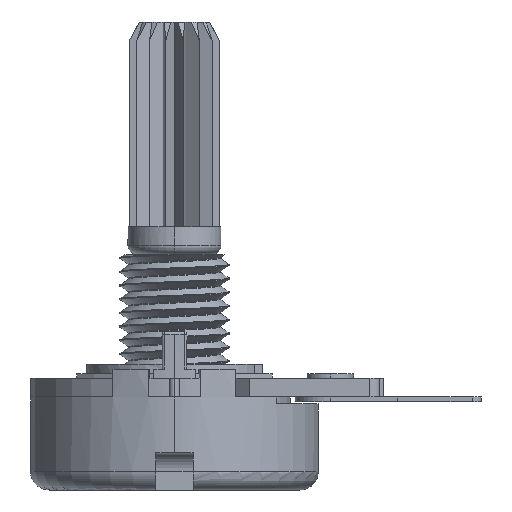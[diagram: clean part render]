
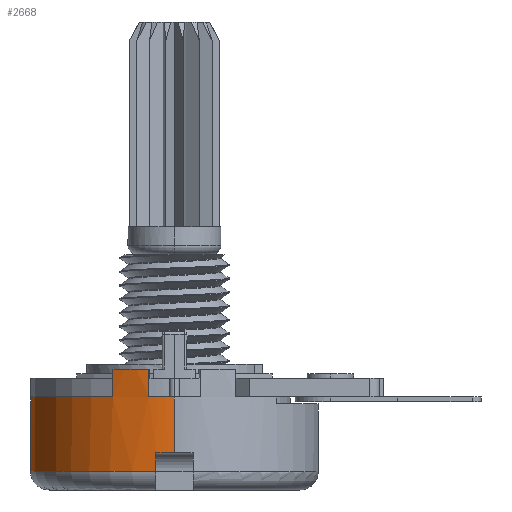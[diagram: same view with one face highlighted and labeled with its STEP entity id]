
A CAD part, left-side view. The second image highlights one B-rep face of the part: STEP entity #2668.
In plain terms, the highlighted cylindrical face has radius 7.874 mm (diameter 15.748 mm), a partial arc.
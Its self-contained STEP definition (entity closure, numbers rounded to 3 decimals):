
#2654 = VERTEX_POINT ( 'NONE', #6673 ) ;
#2655 = ORIENTED_EDGE ( 'NONE', *, *, #2656, .F. ) ;
#2656 = EDGE_CURVE ( 'NONE', #2657, #2654, #6672, .T. ) ;
#2657 = VERTEX_POINT ( 'NONE', #6667 ) ;
#2668 = ADVANCED_FACE ( 'NONE', ( #6707 ), #6705, .T. ) ;
#2669 = EDGE_LOOP ( 'NONE', ( #2670, #2732, #2735, #2738, #2655, #2714, #2717, #2720, #2723, #2726, #2701, #2703, #2706, #2709 ) ) ;
#2670 = ORIENTED_EDGE ( 'NONE', *, *, #2730, .F. ) ;
#2671 = VERTEX_POINT ( 'NONE', #6706 ) ;
#2701 = ORIENTED_EDGE ( 'NONE', *, *, #2702, .T. ) ;
#2702 = EDGE_CURVE ( 'NONE', #2728, #2729, #6778, .T. ) ;
#2703 = ORIENTED_EDGE ( 'NONE', *, *, #2704, .F. ) ;
#2704 = EDGE_CURVE ( 'NONE', #2705, #2729, #6773, .T. ) ;
#2705 = VERTEX_POINT ( 'NONE', #6769 ) ;
#2706 = ORIENTED_EDGE ( 'NONE', *, *, #2707, .T. ) ;
#2707 = EDGE_CURVE ( 'NONE', #2705, #2708, #6768, .T. ) ;
#2708 = VERTEX_POINT ( 'NONE', #6763 ) ;
#2709 = ORIENTED_EDGE ( 'NONE', *, *, #2710, .T. ) ;
#2710 = EDGE_CURVE ( 'NONE', #2708, #2731, #6762, .T. ) ;
#2714 = ORIENTED_EDGE ( 'NONE', *, *, #2715, .T. ) ;
#2715 = EDGE_CURVE ( 'NONE', #2657, #2716, #6813, .T. ) ;
#2716 = VERTEX_POINT ( 'NONE', #6809 ) ;
#2717 = ORIENTED_EDGE ( 'NONE', *, *, #2718, .T. ) ;
#2718 = EDGE_CURVE ( 'NONE', #2716, #2719, #6808, .T. ) ;
#2719 = VERTEX_POINT ( 'NONE', #6803 ) ;
#2720 = ORIENTED_EDGE ( 'NONE', *, *, #2721, .F. ) ;
#2721 = EDGE_CURVE ( 'NONE', #2722, #2719, #6802, .T. ) ;
#2722 = VERTEX_POINT ( 'NONE', #6798 ) ;
#2723 = ORIENTED_EDGE ( 'NONE', *, *, #2724, .F. ) ;
#2724 = EDGE_CURVE ( 'NONE', #2725, #2722, #6797, .T. ) ;
#2725 = VERTEX_POINT ( 'NONE', #6792 ) ;
#2726 = ORIENTED_EDGE ( 'NONE', *, *, #2727, .T. ) ;
#2727 = EDGE_CURVE ( 'NONE', #2725, #2728, #6791, .T. ) ;
#2728 = VERTEX_POINT ( 'NONE', #6850 ) ;
#2729 = VERTEX_POINT ( 'NONE', #6849 ) ;
#2730 = EDGE_CURVE ( 'NONE', #2671, #2731, #6848, .T. ) ;
#2731 = VERTEX_POINT ( 'NONE', #6843 ) ;
#2732 = ORIENTED_EDGE ( 'NONE', *, *, #2733, .T. ) ;
#2733 = EDGE_CURVE ( 'NONE', #2671, #2734, #6842, .T. ) ;
#2734 = VERTEX_POINT ( 'NONE', #6838 ) ;
#2735 = ORIENTED_EDGE ( 'NONE', *, *, #2736, .T. ) ;
#2736 = EDGE_CURVE ( 'NONE', #2734, #2737, #6837, .T. ) ;
#2737 = VERTEX_POINT ( 'NONE', #6832 ) ;
#2738 = ORIENTED_EDGE ( 'NONE', *, *, #2739, .F. ) ;
#2739 = EDGE_CURVE ( 'NONE', #2654, #2737, #6831, .T. ) ;
#6667 = CARTESIAN_POINT ( 'NONE',  ( -7.122, 20.123, 1.778 ) ) ;
#6668 = DIRECTION ( 'NONE',  ( 1., 0., 0. ) ) ;
#6669 = DIRECTION ( 'NONE',  ( 0., 0., 1. ) ) ;
#6670 = CARTESIAN_POINT ( 'NONE',  ( 0., 16.764, 1.778 ) ) ;
#6671 = AXIS2_PLACEMENT_3D ( 'NONE', #6670, #6669, #6668 ) ;
#6672 = CIRCLE ( 'NONE', #6671, 7.874 ) ;
#6673 = CARTESIAN_POINT ( 'NONE',  ( -7.748, 18.165, 1.778 ) ) ;
#6701 = DIRECTION ( 'NONE',  ( 1., 0., 0. ) ) ;
#6702 = DIRECTION ( 'NONE',  ( 0., 0., 1. ) ) ;
#6703 = CARTESIAN_POINT ( 'NONE',  ( 0., 16.764, -4.826 ) ) ;
#6704 = AXIS2_PLACEMENT_3D ( 'NONE', #6703, #6702, #6701 ) ;
#6705 = CYLINDRICAL_SURFACE ( 'NONE', #6704, 7.874 ) ;
#6706 = CARTESIAN_POINT ( 'NONE',  ( -7.874, 16.764, -2.794 ) ) ;
#6707 = FACE_OUTER_BOUND ( 'NONE', #2669, .T. ) ;
#6759 = DIRECTION ( 'NONE',  ( 0., 0., 1. ) ) ;
#6760 = VECTOR ( 'NONE', #6759, 1000. ) ;
#6761 = CARTESIAN_POINT ( 'NONE',  ( -7.808, 17.78, -4.826 ) ) ;
#6762 = LINE ( 'NONE', #6761, #6760 ) ;
#6763 = CARTESIAN_POINT ( 'NONE',  ( -7.808, 17.78, -3.81 ) ) ;
#6764 = DIRECTION ( 'NONE',  ( -1., 0., 0. ) ) ;
#6765 = DIRECTION ( 'NONE',  ( 0., 0., 1. ) ) ;
#6766 = CARTESIAN_POINT ( 'NONE',  ( 0., 16.764, -3.81 ) ) ;
#6767 = AXIS2_PLACEMENT_3D ( 'NONE', #6766, #6765, #6764 ) ;
#6768 = CIRCLE ( 'NONE', #6767, 7.874 ) ;
#6769 = CARTESIAN_POINT ( 'NONE',  ( 7.874, 16.764, -3.81 ) ) ;
#6770 = DIRECTION ( 'NONE',  ( 0., 0., 1. ) ) ;
#6771 = VECTOR ( 'NONE', #6770, 1000. ) ;
#6772 = CARTESIAN_POINT ( 'NONE',  ( 7.874, 16.764, -4.826 ) ) ;
#6773 = LINE ( 'NONE', #6772, #6771 ) ;
#6774 = DIRECTION ( 'NONE',  ( -1., 0., 0. ) ) ;
#6775 = DIRECTION ( 'NONE',  ( 0., 0., -1. ) ) ;
#6776 = CARTESIAN_POINT ( 'NONE',  ( 0., 16.764, 0.254 ) ) ;
#6777 = AXIS2_PLACEMENT_3D ( 'NONE', #6776, #6775, #6774 ) ;
#6778 = CIRCLE ( 'NONE', #6777, 7.874 ) ;
#6789 = VECTOR ( 'NONE', #6851, 1000. ) ;
#6790 = CARTESIAN_POINT ( 'NONE',  ( 7.748, 18.165, 1.778 ) ) ;
#6791 = LINE ( 'NONE', #6790, #6789 ) ;
#6792 = CARTESIAN_POINT ( 'NONE',  ( 7.748, 18.165, 1.778 ) ) ;
#6793 = DIRECTION ( 'NONE',  ( 1., 0., 0. ) ) ;
#6794 = DIRECTION ( 'NONE',  ( 0., 0., 1. ) ) ;
#6795 = CARTESIAN_POINT ( 'NONE',  ( 0., 16.764, 1.778 ) ) ;
#6796 = AXIS2_PLACEMENT_3D ( 'NONE', #6795, #6794, #6793 ) ;
#6797 = CIRCLE ( 'NONE', #6796, 7.874 ) ;
#6798 = CARTESIAN_POINT ( 'NONE',  ( 7.122, 20.123, 1.778 ) ) ;
#6799 = DIRECTION ( 'NONE',  ( 0., 0., -1. ) ) ;
#6800 = VECTOR ( 'NONE', #6799, 1000. ) ;
#6801 = CARTESIAN_POINT ( 'NONE',  ( 7.122, 20.123, 1.778 ) ) ;
#6802 = LINE ( 'NONE', #6801, #6800 ) ;
#6803 = CARTESIAN_POINT ( 'NONE',  ( 7.122, 20.123, 0.254 ) ) ;
#6804 = DIRECTION ( 'NONE',  ( -1., 0., 0. ) ) ;
#6805 = DIRECTION ( 'NONE',  ( 0., 0., -1. ) ) ;
#6806 = CARTESIAN_POINT ( 'NONE',  ( 0., 16.764, 0.254 ) ) ;
#6807 = AXIS2_PLACEMENT_3D ( 'NONE', #6806, #6805, #6804 ) ;
#6808 = CIRCLE ( 'NONE', #6807, 7.874 ) ;
#6809 = CARTESIAN_POINT ( 'NONE',  ( -7.122, 20.123, 0.254 ) ) ;
#6810 = DIRECTION ( 'NONE',  ( 0., 0., -1. ) ) ;
#6811 = VECTOR ( 'NONE', #6810, 1000. ) ;
#6812 = CARTESIAN_POINT ( 'NONE',  ( -7.122, 20.123, 1.778 ) ) ;
#6813 = LINE ( 'NONE', #6812, #6811 ) ;
#6828 = DIRECTION ( 'NONE',  ( 0., 0., -1. ) ) ;
#6829 = VECTOR ( 'NONE', #6828, 1000. ) ;
#6830 = CARTESIAN_POINT ( 'NONE',  ( -7.748, 18.165, 1.778 ) ) ;
#6831 = LINE ( 'NONE', #6830, #6829 ) ;
#6832 = CARTESIAN_POINT ( 'NONE',  ( -7.748, 18.165, 0.254 ) ) ;
#6833 = DIRECTION ( 'NONE',  ( -1., 0., 0. ) ) ;
#6834 = DIRECTION ( 'NONE',  ( 0., 0., -1. ) ) ;
#6835 = CARTESIAN_POINT ( 'NONE',  ( 0., 16.764, 0.254 ) ) ;
#6836 = AXIS2_PLACEMENT_3D ( 'NONE', #6835, #6834, #6833 ) ;
#6837 = CIRCLE ( 'NONE', #6836, 7.874 ) ;
#6838 = CARTESIAN_POINT ( 'NONE',  ( -7.874, 16.764, 0.254 ) ) ;
#6839 = DIRECTION ( 'NONE',  ( 0., 0., 1. ) ) ;
#6840 = VECTOR ( 'NONE', #6839, 1000. ) ;
#6841 = CARTESIAN_POINT ( 'NONE',  ( -7.874, 16.764, -4.826 ) ) ;
#6842 = LINE ( 'NONE', #6841, #6840 ) ;
#6843 = CARTESIAN_POINT ( 'NONE',  ( -7.808, 17.78, -2.794 ) ) ;
#6844 = DIRECTION ( 'NONE',  ( -1., 0., 0. ) ) ;
#6845 = DIRECTION ( 'NONE',  ( 0., 0., -1. ) ) ;
#6846 = CARTESIAN_POINT ( 'NONE',  ( 0., 16.764, -2.794 ) ) ;
#6847 = AXIS2_PLACEMENT_3D ( 'NONE', #6846, #6845, #6844 ) ;
#6848 = CIRCLE ( 'NONE', #6847, 7.874 ) ;
#6849 = CARTESIAN_POINT ( 'NONE',  ( 7.874, 16.764, 0.254 ) ) ;
#6850 = CARTESIAN_POINT ( 'NONE',  ( 7.748, 18.165, 0.254 ) ) ;
#6851 = DIRECTION ( 'NONE',  ( 0., 0., -1. ) ) ;
